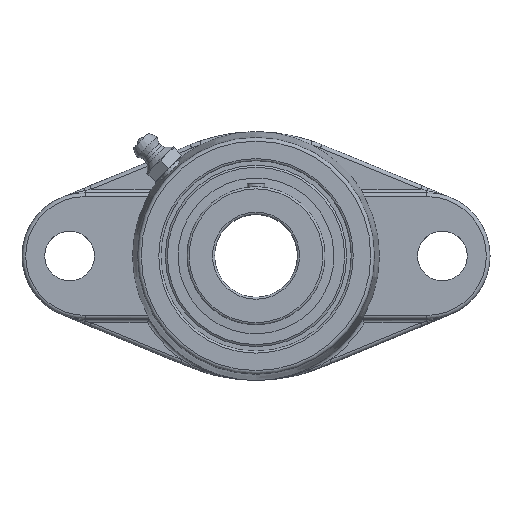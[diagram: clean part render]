
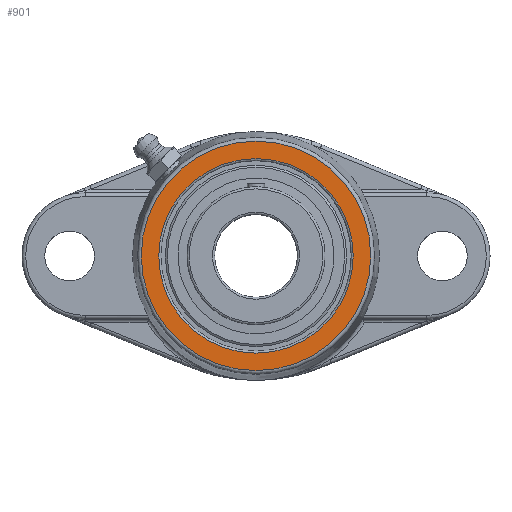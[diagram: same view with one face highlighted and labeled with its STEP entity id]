
A CAD part, top view. The second image highlights one B-rep face of the part: STEP entity #901.
In plain terms, the highlighted planar face has unit normal (0, 0, 1).
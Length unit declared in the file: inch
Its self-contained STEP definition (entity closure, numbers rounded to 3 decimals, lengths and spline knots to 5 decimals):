
#70=CARTESIAN_POINT('',(0.,1.0908,1.00394));
#71=VERTEX_POINT('',#70);
#98=CARTESIAN_POINT('',(0.,0.,1.00394));
#99=DIRECTION('',(-0.,0.,-1.));
#100=DIRECTION('',(-0.,-1.,0.));
#101=AXIS2_PLACEMENT_3D('',#98,#99,#100);
#102=CIRCLE('',#101,1.0908);
#103=EDGE_CURVE('',#71,#71,#102,.T.);
#882=CARTESIAN_POINT('',(0.,-0.,1.00394));
#883=DIRECTION('',(0.,0.,1.));
#884=DIRECTION('',(1.,0.,0.));
#885=AXIS2_PLACEMENT_3D('',#882,#883,#884);
#886=PLANE('',#885);
#887=CARTESIAN_POINT('',(-0.,0.92469,1.00394));
#888=VERTEX_POINT('',#887);
#889=CARTESIAN_POINT('',(0.,0.,1.00394));
#890=DIRECTION('',(0.,0.,1.));
#891=DIRECTION('',(0.,-1.,0.));
#892=AXIS2_PLACEMENT_3D('',#889,#890,#891);
#893=CIRCLE('',#892,0.92469);
#894=EDGE_CURVE('',#888,#888,#893,.T.);
#895=ORIENTED_EDGE('',*,*,#894,.F.);
#896=EDGE_LOOP('',(#895));
#897=FACE_BOUND('',#896,.T.);
#898=ORIENTED_EDGE('',*,*,#103,.F.);
#899=EDGE_LOOP('',(#898));
#900=FACE_BOUND('',#899,.T.);
#901=ADVANCED_FACE('',(#897,#900),#886,.T.);
